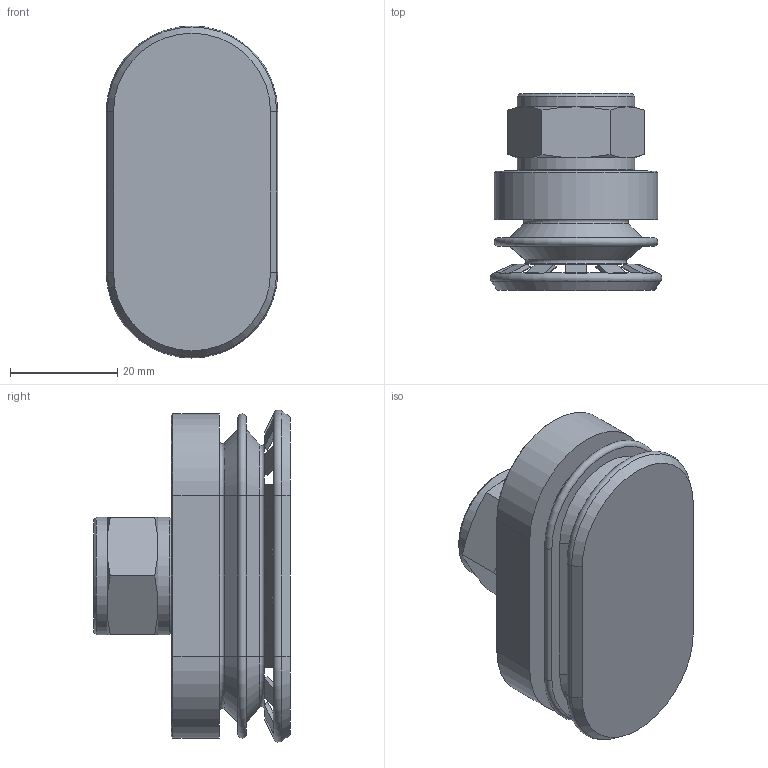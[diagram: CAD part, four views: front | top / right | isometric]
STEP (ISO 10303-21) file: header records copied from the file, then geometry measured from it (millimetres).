
FILE_DESCRIPTION(/* description */ (''),/* implementation_level */ '2;1');
FILE_NAME(/* name */ 'vgfd60x30r3-8hnit.stp',/* time_stamp */ '2020-10-05T12:30:23+02:00',/* author */ ('enginyeria'),/* organization */ (''),/* preprocessor_version */ 'ST-DEVELOPER v17.2',/* originating_system */ 'Autodesk Inventor 2019',/* authorisation */ '');
FILE_SCHEMA (('CONFIG_CONTROL_DESIGN'));
Length unit declared in the file: millimetre
Products named in the file (1): Pieza15
Bounding box: 31.99 x 36.74 x 61.99 mm (x, y, z)
Volume: 35458.6 mm3; surface area: 11082.2 mm2
Topology: 1 solids, 2 shells, 191 faces, 490 edges, 306 vertices
Faces by surface type: plane 111, cylinder 38, cone 34, torus 8
Full cylindrical faces by diameter (mm): 8.566 x1, 14.95 x1, 22 x2
Entity records: 6341 total; most frequent: CARTESIAN_POINT 1686, ORIENTED_EDGE 1008, DIRECTION 922, EDGE_CURVE 504, AXIS2_PLACEMENT_3D 334, VERTEX_POINT 302, LINE 254, VECTOR 254
